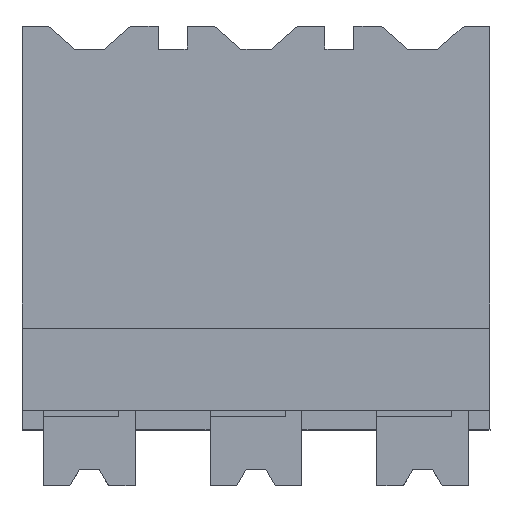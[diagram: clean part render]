
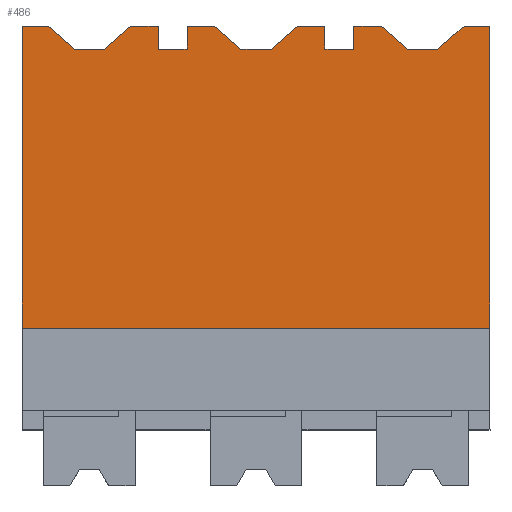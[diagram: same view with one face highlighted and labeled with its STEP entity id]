
A CAD part, top view. The second image highlights one B-rep face of the part: STEP entity #486.
In plain terms, the highlighted planar face has unit normal (0, 0, 1).
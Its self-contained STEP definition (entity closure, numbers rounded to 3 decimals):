
#313=AXIS2_PLACEMENT_3D('Plane Axis2P3D',#310,#311,#312) ;
#40=CARTESIAN_POINT('Vertex',(0.792,14.,9.25)) ;
#70=CARTESIAN_POINT('Vertex',(0.,14.,9.25)) ;
#73=CARTESIAN_POINT('Line Origine',(0.396,14.,9.25)) ;
#92=CARTESIAN_POINT('Line Origine',(1.192,13.65,9.25)) ;
#96=CARTESIAN_POINT('Vertex',(1.592,13.3,9.25)) ;
#217=CARTESIAN_POINT('Vertex',(0.,4.8,9.25)) ;
#220=CARTESIAN_POINT('Line Origine',(0.,9.4,9.25)) ;
#310=CARTESIAN_POINT('Axis2P3D Location',(0.,4.8,9.25)) ;
#315=CARTESIAN_POINT('Line Origine',(4.59,13.3,9.25)) ;
#319=CARTESIAN_POINT('Vertex',(4.15,13.3,9.25)) ;
#321=CARTESIAN_POINT('Vertex',(5.03,13.3,9.25)) ;
#324=CARTESIAN_POINT('Line Origine',(4.15,13.65,9.25)) ;
#328=CARTESIAN_POINT('Vertex',(4.15,14.,9.25)) ;
#331=CARTESIAN_POINT('Line Origine',(3.73,14.,9.25)) ;
#335=CARTESIAN_POINT('Vertex',(3.309,14.,9.25)) ;
#338=CARTESIAN_POINT('Line Origine',(2.909,13.65,9.25)) ;
#342=CARTESIAN_POINT('Vertex',(2.509,13.3,9.25)) ;
#345=CARTESIAN_POINT('Line Origine',(2.051,13.3,9.25)) ;
#350=CARTESIAN_POINT('Line Origine',(7.13,4.8,9.25)) ;
#354=CARTESIAN_POINT('Vertex',(14.26,4.8,9.25)) ;
#357=CARTESIAN_POINT('Line Origine',(14.26,9.4,9.25)) ;
#361=CARTESIAN_POINT('Vertex',(14.26,14.,9.25)) ;
#364=CARTESIAN_POINT('Line Origine',(13.865,14.,9.25)) ;
#368=CARTESIAN_POINT('Vertex',(13.469,14.,9.25)) ;
#371=CARTESIAN_POINT('Line Origine',(13.069,13.65,9.25)) ;
#375=CARTESIAN_POINT('Vertex',(12.669,13.3,9.25)) ;
#378=CARTESIAN_POINT('Line Origine',(12.211,13.3,9.25)) ;
#382=CARTESIAN_POINT('Vertex',(11.752,13.3,9.25)) ;
#385=CARTESIAN_POINT('Line Origine',(11.352,13.65,9.25)) ;
#389=CARTESIAN_POINT('Vertex',(10.952,14.,9.25)) ;
#392=CARTESIAN_POINT('Line Origine',(10.531,14.,9.25)) ;
#396=CARTESIAN_POINT('Vertex',(10.11,14.,9.25)) ;
#399=CARTESIAN_POINT('Line Origine',(10.11,13.65,9.25)) ;
#403=CARTESIAN_POINT('Vertex',(10.11,13.3,9.25)) ;
#406=CARTESIAN_POINT('Line Origine',(9.67,13.3,9.25)) ;
#410=CARTESIAN_POINT('Vertex',(9.23,13.3,9.25)) ;
#413=CARTESIAN_POINT('Line Origine',(9.23,13.65,9.25)) ;
#417=CARTESIAN_POINT('Vertex',(9.23,14.,9.25)) ;
#420=CARTESIAN_POINT('Line Origine',(8.81,14.,9.25)) ;
#424=CARTESIAN_POINT('Vertex',(8.389,14.,9.25)) ;
#427=CARTESIAN_POINT('Line Origine',(7.989,13.65,9.25)) ;
#431=CARTESIAN_POINT('Vertex',(7.589,13.3,9.25)) ;
#434=CARTESIAN_POINT('Line Origine',(7.131,13.3,9.25)) ;
#438=CARTESIAN_POINT('Vertex',(6.672,13.3,9.25)) ;
#441=CARTESIAN_POINT('Line Origine',(6.272,13.65,9.25)) ;
#445=CARTESIAN_POINT('Vertex',(5.872,14.,9.25)) ;
#448=CARTESIAN_POINT('Line Origine',(5.451,14.,9.25)) ;
#452=CARTESIAN_POINT('Vertex',(5.03,14.,9.25)) ;
#455=CARTESIAN_POINT('Line Origine',(5.03,13.65,9.25)) ;
#74=DIRECTION('Vector Direction',(1.,0.,0.)) ;
#93=DIRECTION('Vector Direction',(0.753,-0.659,0.)) ;
#221=DIRECTION('Vector Direction',(0.,1.,0.)) ;
#311=DIRECTION('Axis2P3D Direction',(0.,0.,-1.)) ;
#312=DIRECTION('Axis2P3D XDirection',(0.,1.,0.)) ;
#316=DIRECTION('Vector Direction',(-1.,0.,0.)) ;
#325=DIRECTION('Vector Direction',(0.,1.,0.)) ;
#332=DIRECTION('Vector Direction',(1.,0.,0.)) ;
#339=DIRECTION('Vector Direction',(0.753,0.659,0.)) ;
#346=DIRECTION('Vector Direction',(1.,0.,0.)) ;
#351=DIRECTION('Vector Direction',(1.,0.,0.)) ;
#358=DIRECTION('Vector Direction',(0.,1.,0.)) ;
#365=DIRECTION('Vector Direction',(1.,0.,0.)) ;
#372=DIRECTION('Vector Direction',(0.753,0.659,0.)) ;
#379=DIRECTION('Vector Direction',(1.,0.,0.)) ;
#386=DIRECTION('Vector Direction',(0.753,-0.659,0.)) ;
#393=DIRECTION('Vector Direction',(1.,0.,0.)) ;
#400=DIRECTION('Vector Direction',(0.,1.,0.)) ;
#407=DIRECTION('Vector Direction',(-1.,0.,0.)) ;
#414=DIRECTION('Vector Direction',(0.,1.,0.)) ;
#421=DIRECTION('Vector Direction',(1.,0.,0.)) ;
#428=DIRECTION('Vector Direction',(0.753,0.659,0.)) ;
#435=DIRECTION('Vector Direction',(1.,0.,0.)) ;
#442=DIRECTION('Vector Direction',(0.753,-0.659,0.)) ;
#449=DIRECTION('Vector Direction',(1.,0.,0.)) ;
#456=DIRECTION('Vector Direction',(0.,1.,0.)) ;
#75=VECTOR('Line Direction',#74,1.) ;
#94=VECTOR('Line Direction',#93,1.) ;
#222=VECTOR('Line Direction',#221,1.) ;
#317=VECTOR('Line Direction',#316,1.) ;
#326=VECTOR('Line Direction',#325,1.) ;
#333=VECTOR('Line Direction',#332,1.) ;
#340=VECTOR('Line Direction',#339,1.) ;
#347=VECTOR('Line Direction',#346,1.) ;
#352=VECTOR('Line Direction',#351,1.) ;
#359=VECTOR('Line Direction',#358,1.) ;
#366=VECTOR('Line Direction',#365,1.) ;
#373=VECTOR('Line Direction',#372,1.) ;
#380=VECTOR('Line Direction',#379,1.) ;
#387=VECTOR('Line Direction',#386,1.) ;
#394=VECTOR('Line Direction',#393,1.) ;
#401=VECTOR('Line Direction',#400,1.) ;
#408=VECTOR('Line Direction',#407,1.) ;
#415=VECTOR('Line Direction',#414,1.) ;
#422=VECTOR('Line Direction',#421,1.) ;
#429=VECTOR('Line Direction',#428,1.) ;
#436=VECTOR('Line Direction',#435,1.) ;
#443=VECTOR('Line Direction',#442,1.) ;
#450=VECTOR('Line Direction',#449,1.) ;
#457=VECTOR('Line Direction',#456,1.) ;
#461=ORIENTED_EDGE('',*,*,#323,.F.) ;
#462=ORIENTED_EDGE('',*,*,#330,.F.) ;
#463=ORIENTED_EDGE('',*,*,#337,.F.) ;
#464=ORIENTED_EDGE('',*,*,#344,.F.) ;
#465=ORIENTED_EDGE('',*,*,#349,.F.) ;
#466=ORIENTED_EDGE('',*,*,#98,.F.) ;
#467=ORIENTED_EDGE('',*,*,#77,.F.) ;
#468=ORIENTED_EDGE('',*,*,#224,.F.) ;
#469=ORIENTED_EDGE('',*,*,#356,.T.) ;
#470=ORIENTED_EDGE('',*,*,#363,.T.) ;
#471=ORIENTED_EDGE('',*,*,#370,.F.) ;
#472=ORIENTED_EDGE('',*,*,#377,.F.) ;
#473=ORIENTED_EDGE('',*,*,#384,.F.) ;
#474=ORIENTED_EDGE('',*,*,#391,.F.) ;
#475=ORIENTED_EDGE('',*,*,#398,.F.) ;
#476=ORIENTED_EDGE('',*,*,#405,.F.) ;
#477=ORIENTED_EDGE('',*,*,#412,.F.) ;
#478=ORIENTED_EDGE('',*,*,#419,.F.) ;
#479=ORIENTED_EDGE('',*,*,#426,.F.) ;
#480=ORIENTED_EDGE('',*,*,#433,.F.) ;
#481=ORIENTED_EDGE('',*,*,#440,.F.) ;
#482=ORIENTED_EDGE('',*,*,#447,.F.) ;
#483=ORIENTED_EDGE('',*,*,#454,.F.) ;
#484=ORIENTED_EDGE('',*,*,#459,.F.) ;
#486=ADVANCED_FACE('HOUSING',(#485),#314,.F.) ;
#77=EDGE_CURVE('',#71,#41,#76,.T.) ;
#98=EDGE_CURVE('',#41,#97,#95,.T.) ;
#224=EDGE_CURVE('',#218,#71,#223,.T.) ;
#323=EDGE_CURVE('',#320,#322,#318,.F.) ;
#330=EDGE_CURVE('',#329,#320,#327,.F.) ;
#337=EDGE_CURVE('',#336,#329,#334,.T.) ;
#344=EDGE_CURVE('',#343,#336,#341,.T.) ;
#349=EDGE_CURVE('',#97,#343,#348,.T.) ;
#356=EDGE_CURVE('',#218,#355,#353,.T.) ;
#363=EDGE_CURVE('',#355,#362,#360,.T.) ;
#370=EDGE_CURVE('',#369,#362,#367,.T.) ;
#377=EDGE_CURVE('',#376,#369,#374,.T.) ;
#384=EDGE_CURVE('',#383,#376,#381,.T.) ;
#391=EDGE_CURVE('',#390,#383,#388,.T.) ;
#398=EDGE_CURVE('',#397,#390,#395,.T.) ;
#405=EDGE_CURVE('',#404,#397,#402,.T.) ;
#412=EDGE_CURVE('',#411,#404,#409,.F.) ;
#419=EDGE_CURVE('',#418,#411,#416,.F.) ;
#426=EDGE_CURVE('',#425,#418,#423,.T.) ;
#433=EDGE_CURVE('',#432,#425,#430,.T.) ;
#440=EDGE_CURVE('',#439,#432,#437,.T.) ;
#447=EDGE_CURVE('',#446,#439,#444,.T.) ;
#454=EDGE_CURVE('',#453,#446,#451,.T.) ;
#459=EDGE_CURVE('',#322,#453,#458,.T.) ;
#460=EDGE_LOOP('',(#461,#462,#463,#464,#465,#466,#467,#468,#469,#470,#471,#472,#473,#474,#475,#476,#477,#478,#479,#480,#481,#482,#483,#484)) ;
#485=FACE_OUTER_BOUND('',#460,.T.) ;
#76=LINE('Line',#73,#75) ;
#95=LINE('Line',#92,#94) ;
#223=LINE('Line',#220,#222) ;
#318=LINE('Line',#315,#317) ;
#327=LINE('Line',#324,#326) ;
#334=LINE('Line',#331,#333) ;
#341=LINE('Line',#338,#340) ;
#348=LINE('Line',#345,#347) ;
#353=LINE('Line',#350,#352) ;
#360=LINE('Line',#357,#359) ;
#367=LINE('Line',#364,#366) ;
#374=LINE('Line',#371,#373) ;
#381=LINE('Line',#378,#380) ;
#388=LINE('Line',#385,#387) ;
#395=LINE('Line',#392,#394) ;
#402=LINE('Line',#399,#401) ;
#409=LINE('Line',#406,#408) ;
#416=LINE('Line',#413,#415) ;
#423=LINE('Line',#420,#422) ;
#430=LINE('Line',#427,#429) ;
#437=LINE('Line',#434,#436) ;
#444=LINE('Line',#441,#443) ;
#451=LINE('Line',#448,#450) ;
#458=LINE('Line',#455,#457) ;
#314=PLANE('',#313) ;
#41=VERTEX_POINT('',#40) ;
#71=VERTEX_POINT('',#70) ;
#97=VERTEX_POINT('',#96) ;
#218=VERTEX_POINT('',#217) ;
#320=VERTEX_POINT('',#319) ;
#322=VERTEX_POINT('',#321) ;
#329=VERTEX_POINT('',#328) ;
#336=VERTEX_POINT('',#335) ;
#343=VERTEX_POINT('',#342) ;
#355=VERTEX_POINT('',#354) ;
#362=VERTEX_POINT('',#361) ;
#369=VERTEX_POINT('',#368) ;
#376=VERTEX_POINT('',#375) ;
#383=VERTEX_POINT('',#382) ;
#390=VERTEX_POINT('',#389) ;
#397=VERTEX_POINT('',#396) ;
#404=VERTEX_POINT('',#403) ;
#411=VERTEX_POINT('',#410) ;
#418=VERTEX_POINT('',#417) ;
#425=VERTEX_POINT('',#424) ;
#432=VERTEX_POINT('',#431) ;
#439=VERTEX_POINT('',#438) ;
#446=VERTEX_POINT('',#445) ;
#453=VERTEX_POINT('',#452) ;
